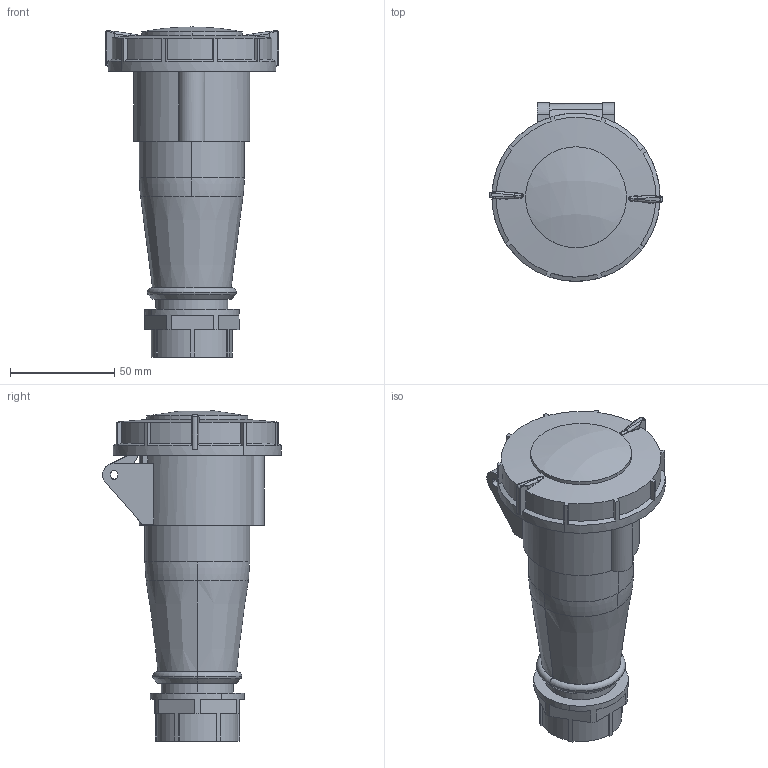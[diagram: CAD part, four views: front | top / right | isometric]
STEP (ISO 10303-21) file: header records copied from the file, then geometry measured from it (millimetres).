
FILE_DESCRIPTION (( 'STEP AP214' ), '1' );
FILE_NAME ('PSR22-016-4-0-67 Ðîçåòêà ïåð. ÑÑÈ-2142 16À-6÷ 380Â 3P+PE IP67 IEK.STEP', '2025-12-29T11:48:56', ( '' ), ( '' ), 'SwSTEP 2.0', 'SolidWorks 2022', '' );
FILE_SCHEMA (( 'AUTOMOTIVE_DESIGN' ));
Length unit declared in the file: millimetre
Products named in the file (1): PSR22-016-4-0-67 Розетка пер. ССИ-2142 16А-6ч 380В 3P+PE IP67 IEK
Bounding box: 83.37 x 85.62 x 158.2 mm (x, y, z)
Volume: 216304.7 mm3; surface area: 85473.2 mm2
Topology: 2 solids, 4 shells, 529 faces, 1428 edges, 945 vertices
Faces by surface type: plane 254, cylinder 177, cone 46, bspline 34, torus 16, sphere 2
Entity records: 20036 total; most frequent: CARTESIAN_POINT 6659, ORIENTED_EDGE 2852, DIRECTION 2756, EDGE_CURVE 1426, AXIS2_PLACEMENT_3D 1012, VERTEX_POINT 945, VECTOR 732, LINE 732
